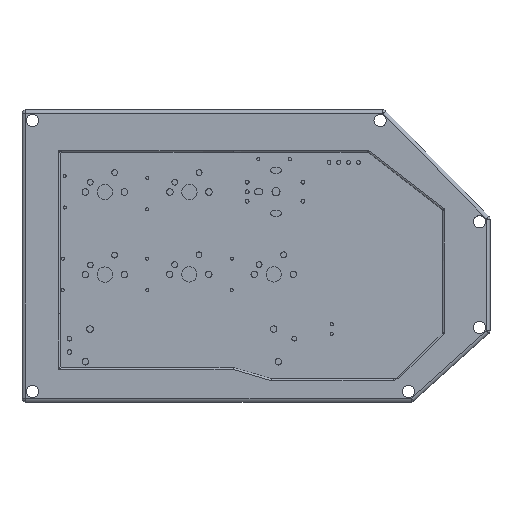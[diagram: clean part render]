
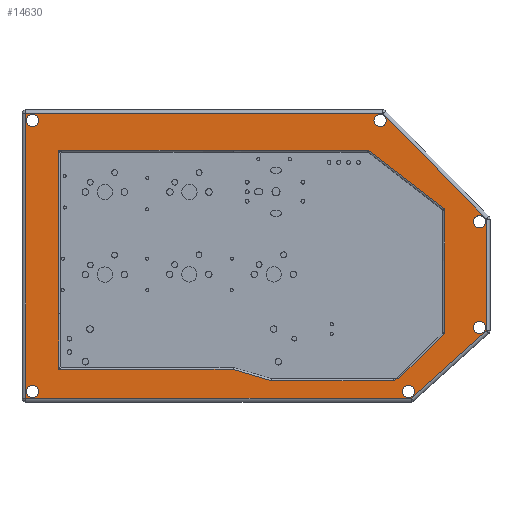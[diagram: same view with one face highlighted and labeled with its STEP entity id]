
A CAD part, top view. The second image highlights one B-rep face of the part: STEP entity #14630.
In plain terms, the highlighted planar face has unit normal (0, 0, 1).
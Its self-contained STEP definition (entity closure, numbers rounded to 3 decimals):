
#220=CIRCLE('',#15068,0.5);
#229=CIRCLE('',#15097,1.6);
#230=CIRCLE('',#15098,1.6);
#231=CIRCLE('',#15099,1.6);
#232=CIRCLE('',#15100,1.6);
#233=CIRCLE('',#15101,1.6);
#234=CIRCLE('',#15102,1.6);
#438=FACE_BOUND('',#3309,.T.);
#439=FACE_BOUND('',#3310,.T.);
#440=FACE_BOUND('',#3311,.T.);
#441=FACE_BOUND('',#3312,.T.);
#442=FACE_BOUND('',#3313,.T.);
#443=FACE_BOUND('',#3314,.T.);
#444=FACE_BOUND('',#3315,.T.);
#2468=FACE_OUTER_BOUND('',#3308,.T.);
#3308=EDGE_LOOP('',(#13074,#13075,#13076,#13077,#13078,#13079));
#3309=EDGE_LOOP('',(#13080));
#3310=EDGE_LOOP('',(#13081));
#3311=EDGE_LOOP('',(#13082));
#3312=EDGE_LOOP('',(#13083));
#3313=EDGE_LOOP('',(#13084));
#3314=EDGE_LOOP('',(#13085));
#3315=EDGE_LOOP('',(#13086,#13087,#13088,#13089,#13090,#13091,#13092,#13093,
#13094,#13095,#13096,#13097,#13098,#13099));
#4496=LINE('',#28339,#5612);
#4503=LINE('',#28405,#5619);
#4509=LINE('',#28522,#5625);
#4513=LINE('',#28551,#5629);
#4518=LINE('',#28598,#5634);
#4523=LINE('',#28645,#5639);
#4525=LINE('',#28650,#5641);
#4527=LINE('',#28655,#5643);
#4529=LINE('',#28660,#5645);
#4530=LINE('',#28662,#5646);
#4531=LINE('',#28664,#5647);
#4532=LINE('',#28666,#5648);
#4533=LINE('',#28668,#5649);
#4534=LINE('',#28669,#5650);
#4535=LINE('',#28682,#5651);
#4536=LINE('',#28683,#5652);
#4537=LINE('',#28684,#5653);
#4538=LINE('',#28686,#5654);
#4539=LINE('',#28687,#5655);
#5612=VECTOR('',#16860,10.);
#5619=VECTOR('',#16891,10.);
#5625=VECTOR('',#16919,10.);
#5629=VECTOR('',#16935,10.);
#5634=VECTOR('',#16954,10.);
#5639=VECTOR('',#16973,10.);
#5641=VECTOR('',#16979,10.);
#5643=VECTOR('',#16985,10.);
#5645=VECTOR('',#16989,10.);
#5646=VECTOR('',#16990,10.);
#5647=VECTOR('',#16991,10.);
#5648=VECTOR('',#16992,10.);
#5649=VECTOR('',#16993,10.);
#5650=VECTOR('',#16994,10.);
#5651=VECTOR('',#17007,10.);
#5652=VECTOR('',#17008,10.);
#5653=VECTOR('',#17009,10.);
#5654=VECTOR('',#17010,10.);
#5655=VECTOR('',#17011,10.);
#7004=VERTEX_POINT('',#28331);
#7006=VERTEX_POINT('',#28337);
#7010=VERTEX_POINT('',#28395);
#7013=VERTEX_POINT('',#28403);
#7022=VERTEX_POINT('',#28512);
#7023=VERTEX_POINT('',#28514);
#7025=VERTEX_POINT('',#28520);
#7028=VERTEX_POINT('',#28549);
#7031=VERTEX_POINT('',#28590);
#7033=VERTEX_POINT('',#28596);
#7036=VERTEX_POINT('',#28637);
#7038=VERTEX_POINT('',#28643);
#7039=VERTEX_POINT('',#28649);
#7041=VERTEX_POINT('',#28658);
#7042=VERTEX_POINT('',#28659);
#7043=VERTEX_POINT('',#28661);
#7044=VERTEX_POINT('',#28663);
#7045=VERTEX_POINT('',#28665);
#7046=VERTEX_POINT('',#28667);
#7047=VERTEX_POINT('',#28670);
#7048=VERTEX_POINT('',#28672);
#7049=VERTEX_POINT('',#28674);
#7050=VERTEX_POINT('',#28676);
#7051=VERTEX_POINT('',#28678);
#7052=VERTEX_POINT('',#28680);
#7053=VERTEX_POINT('',#28685);
#9029=EDGE_CURVE('',#7006,#7004,#4496,.T.);
#9043=EDGE_CURVE('',#7013,#7010,#4503,.T.);
#9058=EDGE_CURVE('',#7022,#7023,#220,.T.);
#9062=EDGE_CURVE('',#7025,#7022,#4509,.T.);
#9069=EDGE_CURVE('',#7028,#7025,#4513,.T.);
#9078=EDGE_CURVE('',#7033,#7031,#4518,.T.);
#9087=EDGE_CURVE('',#7038,#7036,#4523,.T.);
#9089=EDGE_CURVE('',#7004,#7039,#4525,.T.);
#9092=EDGE_CURVE('',#7038,#7039,#4527,.T.);
#9094=EDGE_CURVE('',#7041,#7042,#4529,.T.);
#9095=EDGE_CURVE('',#7043,#7041,#4530,.T.);
#9096=EDGE_CURVE('',#7044,#7043,#4531,.T.);
#9097=EDGE_CURVE('',#7045,#7044,#4532,.T.);
#9098=EDGE_CURVE('',#7046,#7045,#4533,.T.);
#9099=EDGE_CURVE('',#7042,#7046,#4534,.T.);
#9100=EDGE_CURVE('',#7047,#7047,#229,.T.);
#9101=EDGE_CURVE('',#7048,#7048,#230,.T.);
#9102=EDGE_CURVE('',#7049,#7049,#231,.T.);
#9103=EDGE_CURVE('',#7050,#7050,#232,.T.);
#9104=EDGE_CURVE('',#7051,#7051,#233,.T.);
#9105=EDGE_CURVE('',#7052,#7052,#234,.T.);
#9106=EDGE_CURVE('',#7010,#7006,#4535,.T.);
#9107=EDGE_CURVE('',#7023,#7013,#4536,.T.);
#9108=EDGE_CURVE('',#7031,#7028,#4537,.T.);
#9109=EDGE_CURVE('',#7033,#7053,#4538,.T.);
#9110=EDGE_CURVE('',#7036,#7053,#4539,.T.);
#13074=ORIENTED_EDGE('',*,*,#9094,.F.);
#13075=ORIENTED_EDGE('',*,*,#9095,.F.);
#13076=ORIENTED_EDGE('',*,*,#9096,.F.);
#13077=ORIENTED_EDGE('',*,*,#9097,.F.);
#13078=ORIENTED_EDGE('',*,*,#9098,.F.);
#13079=ORIENTED_EDGE('',*,*,#9099,.F.);
#13080=ORIENTED_EDGE('',*,*,#9100,.T.);
#13081=ORIENTED_EDGE('',*,*,#9101,.T.);
#13082=ORIENTED_EDGE('',*,*,#9102,.T.);
#13083=ORIENTED_EDGE('',*,*,#9103,.T.);
#13084=ORIENTED_EDGE('',*,*,#9104,.T.);
#13085=ORIENTED_EDGE('',*,*,#9105,.T.);
#13086=ORIENTED_EDGE('',*,*,#9089,.F.);
#13087=ORIENTED_EDGE('',*,*,#9029,.F.);
#13088=ORIENTED_EDGE('',*,*,#9106,.F.);
#13089=ORIENTED_EDGE('',*,*,#9043,.F.);
#13090=ORIENTED_EDGE('',*,*,#9107,.F.);
#13091=ORIENTED_EDGE('',*,*,#9058,.F.);
#13092=ORIENTED_EDGE('',*,*,#9062,.F.);
#13093=ORIENTED_EDGE('',*,*,#9069,.F.);
#13094=ORIENTED_EDGE('',*,*,#9108,.F.);
#13095=ORIENTED_EDGE('',*,*,#9078,.F.);
#13096=ORIENTED_EDGE('',*,*,#9109,.T.);
#13097=ORIENTED_EDGE('',*,*,#9110,.F.);
#13098=ORIENTED_EDGE('',*,*,#9087,.F.);
#13099=ORIENTED_EDGE('',*,*,#9092,.T.);
#13940=PLANE('',#15096);
#14630=ADVANCED_FACE('',(#2468,#438,#439,#440,#441,#442,#443,#444),#13940,
 .T.);
#15068=AXIS2_PLACEMENT_3D('',#28515,#16910,#16911);
#15096=AXIS2_PLACEMENT_3D('',#28657,#16987,#16988);
#15097=AXIS2_PLACEMENT_3D('',#28671,#16995,#16996);
#15098=AXIS2_PLACEMENT_3D('',#28673,#16997,#16998);
#15099=AXIS2_PLACEMENT_3D('',#28675,#16999,#17000);
#15100=AXIS2_PLACEMENT_3D('',#28677,#17001,#17002);
#15101=AXIS2_PLACEMENT_3D('',#28679,#17003,#17004);
#15102=AXIS2_PLACEMENT_3D('',#28681,#17005,#17006);
#16860=DIRECTION('',(-0.792,0.611,0.));
#16891=DIRECTION('',(0.708,0.707,0.));
#16910=DIRECTION('center_axis',(0.,0.,1.));
#16911=DIRECTION('ref_axis',(0.,1.,0.));
#16919=DIRECTION('',(1.,0.,0.));
#16935=DIRECTION('',(0.959,-0.284,0.));
#16954=DIRECTION('',(0.,-1.,0.));
#16973=DIRECTION('',(-1.,0.,0.));
#16979=DIRECTION('',(-1.,0.,0.));
#16985=DIRECTION('',(0.,-1.,0.));
#16987=DIRECTION('center_axis',(0.,0.,1.));
#16988=DIRECTION('ref_axis',(1.,0.,0.));
#16989=DIRECTION('',(0.,1.,0.));
#16990=DIRECTION('',(-1.,0.,0.));
#16991=DIRECTION('',(-0.743,-0.669,0.));
#16992=DIRECTION('',(0.,-1.,0.));
#16993=DIRECTION('',(0.7,-0.714,0.));
#16994=DIRECTION('',(1.,0.,0.));
#16995=DIRECTION('center_axis',(0.,0.,-1.));
#16996=DIRECTION('ref_axis',(1.,0.,0.));
#16997=DIRECTION('center_axis',(0.,0.,-1.));
#16998=DIRECTION('ref_axis',(1.,0.,0.));
#16999=DIRECTION('center_axis',(0.,0.,-1.));
#17000=DIRECTION('ref_axis',(1.,0.,0.));
#17001=DIRECTION('center_axis',(0.,0.,-1.));
#17002=DIRECTION('ref_axis',(1.,0.,0.));
#17003=DIRECTION('center_axis',(0.,0.,-1.));
#17004=DIRECTION('ref_axis',(1.,0.,0.));
#17005=DIRECTION('center_axis',(0.,0.,-1.));
#17006=DIRECTION('ref_axis',(1.,0.,0.));
#17007=DIRECTION('',(0.,1.,0.));
#17008=DIRECTION('',(1.,0.,0.));
#17009=DIRECTION('',(1.,0.,0.));
#17010=DIRECTION('',(1.,0.,0.));
#17011=DIRECTION('',(0.,-1.,0.));
#28331=CARTESIAN_POINT('',(85.17,60.5,16.));
#28337=CARTESIAN_POINT('',(104.959,45.246,16.));
#28339=CARTESIAN_POINT('',(82.705,62.4,16.));
#28395=CARTESIAN_POINT('',(104.959,12.869,16.));
#28403=CARTESIAN_POINT('',(93.07,1.,16.));
#28405=CARTESIAN_POINT('',(97.632,5.555,16.));
#28512=CARTESIAN_POINT('',(91.649,0.5,16.));
#28514=CARTESIAN_POINT('',(92.149,1.,16.));
#28515=CARTESIAN_POINT('Origin',(91.649,1.,16.));
#28520=CARTESIAN_POINT('',(59.928,0.5,16.));
#28522=CARTESIAN_POINT('',(73.774,0.5,16.));
#28549=CARTESIAN_POINT('',(49.928,3.456,16.));
#28551=CARTESIAN_POINT('',(53.622,2.364,16.));
#28590=CARTESIAN_POINT('',(4.5,3.456,16.));
#28596=CARTESIAN_POINT('',(4.5,18.,16.));
#28598=CARTESIAN_POINT('',(4.5,18.478,16.));
#28637=CARTESIAN_POINT('',(4.509,60.511,16.));
#28643=CARTESIAN_POINT('',(50.,60.511,16.));
#28645=CARTESIAN_POINT('',(30.454,60.511,16.));
#28649=CARTESIAN_POINT('',(50.,60.5,16.));
#28650=CARTESIAN_POINT('',(52.949,60.5,16.));
#28655=CARTESIAN_POINT('',(50.,18.,16.));
#28657=CARTESIAN_POINT('Origin',(55.898,33.,16.));
#28658=CARTESIAN_POINT('',(-4.,-4.,16.));
#28659=CARTESIAN_POINT('',(-4.,70.,16.));
#28660=CARTESIAN_POINT('',(-4.,52.,16.));
#28661=CARTESIAN_POINT('',(96.266,-4.,16.));
#28662=CARTESIAN_POINT('',(25.449,-4.,16.));
#28663=CARTESIAN_POINT('',(115.796,13.577,16.));
#28664=CARTESIAN_POINT('',(94.171,-5.886,16.));
#28665=CARTESIAN_POINT('',(115.796,42.608,16.));
#28666=CARTESIAN_POINT('',(115.796,23.066,16.));
#28667=CARTESIAN_POINT('',(88.938,70.,16.));
#28668=CARTESIAN_POINT('',(103.661,54.984,16.));
#28669=CARTESIAN_POINT('',(72.628,70.,16.));
#28670=CARTESIAN_POINT('',(-3.85,-2.25,16.));
#28671=CARTESIAN_POINT('Origin',(-2.25,-2.25,16.));
#28672=CARTESIAN_POINT('',(86.603,68.25,16.));
#28673=CARTESIAN_POINT('Origin',(88.203,68.25,16.));
#28674=CARTESIAN_POINT('',(-3.85,68.25,16.));
#28675=CARTESIAN_POINT('Origin',(-2.25,68.25,16.));
#28676=CARTESIAN_POINT('',(93.995,-2.25,16.));
#28677=CARTESIAN_POINT('Origin',(95.595,-2.25,16.));
#28678=CARTESIAN_POINT('',(112.446,14.356,16.));
#28679=CARTESIAN_POINT('Origin',(114.046,14.356,16.));
#28680=CARTESIAN_POINT('',(112.446,41.893,16.));
#28681=CARTESIAN_POINT('Origin',(114.046,41.893,16.));
#28682=CARTESIAN_POINT('',(104.959,39.,16.));
#28683=CARTESIAN_POINT('',(73.774,1.,16.));
#28684=CARTESIAN_POINT('',(52.949,3.456,16.));
#28685=CARTESIAN_POINT('',(4.509,18.,16.));
#28686=CARTESIAN_POINT('',(50.,18.,16.));
#28687=CARTESIAN_POINT('',(4.509,25.5,16.));
